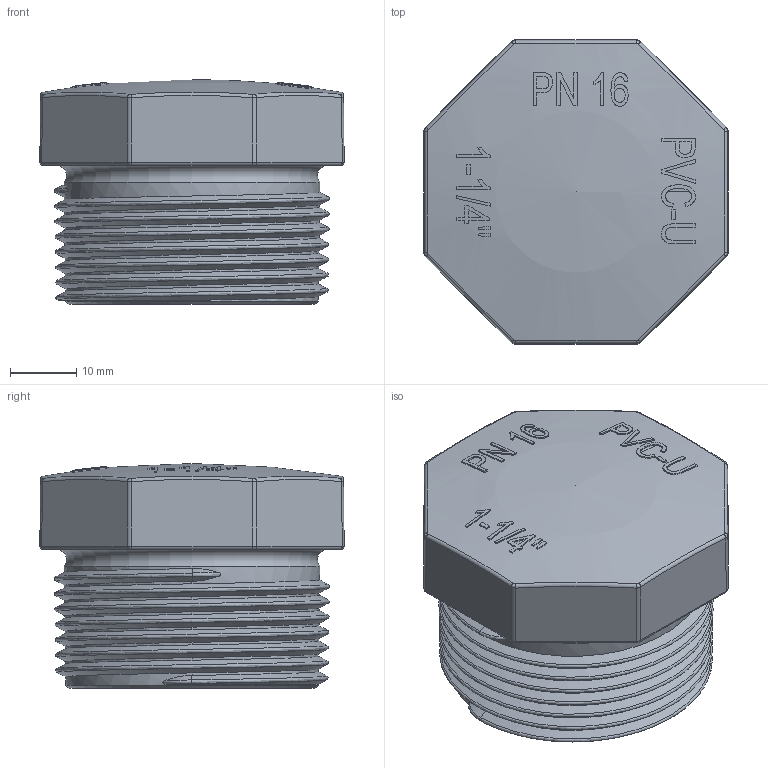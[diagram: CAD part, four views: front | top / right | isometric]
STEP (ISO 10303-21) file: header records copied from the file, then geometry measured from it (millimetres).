
FILE_DESCRIPTION(/* description */ (''),/* implementation_level */ '2;1');
FILE_NAME(/* name */ 'pvc male cap 1-1÷4.stp',/* time_stamp */ '2023-05-13T08:56:20+08:00',/* author */ (''),/* organization */ (''),/* preprocessor_version */ 'ST-DEVELOPER v16',/* originating_system */ 'SIEMENS PLM Software NX 10.0',/* authorisation */ '');
FILE_SCHEMA (('AUTOMOTIVE_DESIGN { 1 0 10303 214 3 1 1 1 }'));
Length unit declared in the file: millimetre
Products named in the file (1): gelv1214D7C3klti
Bounding box: 46 x 46 x 34 mm (x, y, z)
Volume: 25015.6 mm3; surface area: 12002.3 mm2
Topology: 1 solids, 1 shells, 244 faces, 631 edges, 408 vertices
Faces by surface type: plane 100, extrusion 59, bspline 25, sphere 23, cylinder 16, cone 11, torus 10
Entity records: 14823 total; most frequent: CARTESIAN_POINT 9325, ORIENTED_EDGE 1174, DIRECTION 1047, EDGE_CURVE 587, AXIS2_PLACEMENT_3D 404, VERTEX_POINT 382, EDGE_LOOP 265, VECTOR 239
